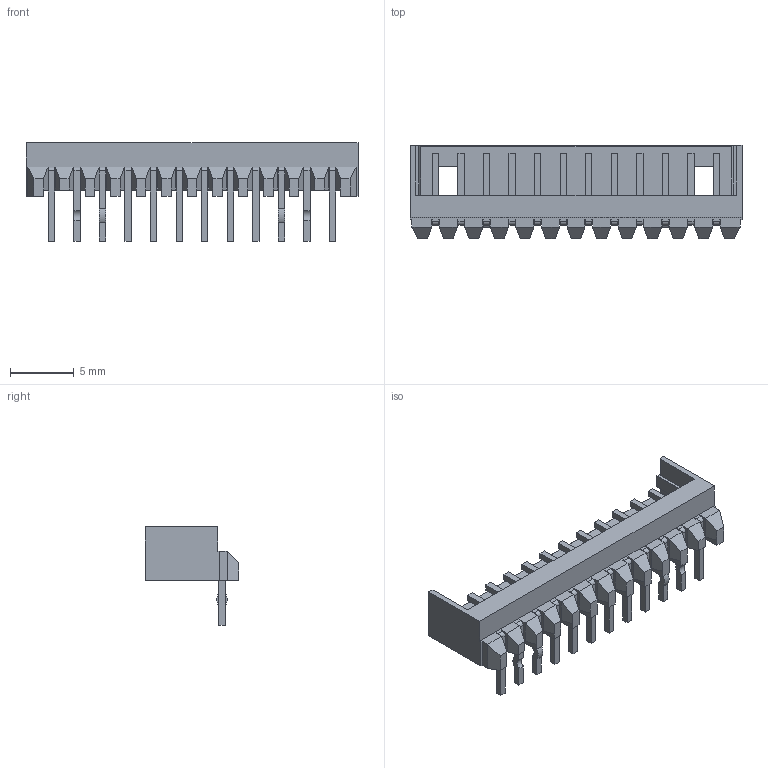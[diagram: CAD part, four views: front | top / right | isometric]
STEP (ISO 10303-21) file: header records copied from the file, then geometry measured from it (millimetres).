
FILE_DESCRIPTION(('FreeCAD Model'),'2;1');
FILE_NAME('Molex_Micro-Latch_12x2.00mm_Angled.stp','2016-04-02T15:04:59',('Author') ,(''),'Open CASCADE STEP processor 6.8','FreeCAD','Unknown');
FILE_SCHEMA(('AUTOMOTIVE_DESIGN_CC2 { 1 2 10303 214 -1 1 5 4 }'));
Length unit declared in the file: millimetre
Products named in the file (1): 532541270
Bounding box: 26 x 7.3 x 7.7 mm (x, y, z)
Volume: 317.8 mm3; surface area: 913.6 mm2
Topology: 1 solids, 1 shells, 386 faces, 1024 edges, 648 vertices
Faces by surface type: plane 366, cylinder 20
Entity records: 26741 total; most frequent: CARTESIAN_POINT 6075, DIRECTION 3798, LINE 2912, VECTOR 2912, ORIENTED_EDGE 2048, PCURVE 2048, DEFINITIONAL_REPRESENTATION 2048, EDGE_CURVE 1024
